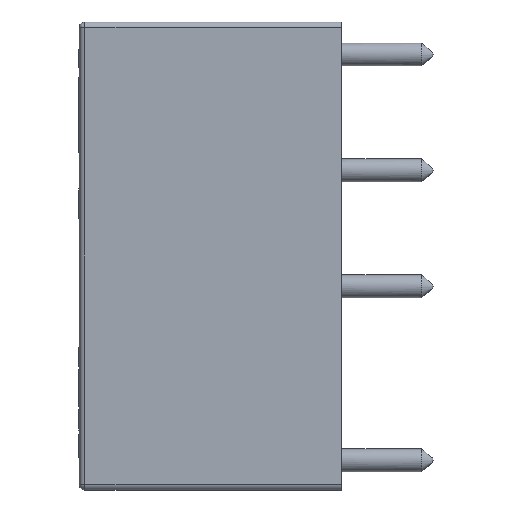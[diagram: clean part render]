
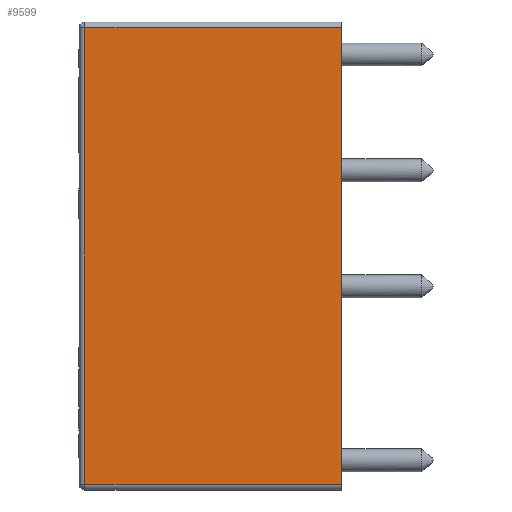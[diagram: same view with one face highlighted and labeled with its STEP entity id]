
A CAD part, left-side view. The second image highlights one B-rep face of the part: STEP entity #9599.
In plain terms, the highlighted planar face has unit normal (-1, 0, 0).
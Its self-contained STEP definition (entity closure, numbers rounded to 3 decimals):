
#1021 = CARTESIAN_POINT ( 'NONE',  ( 0., 0., 0.25 ) ) ;
#1285 = LINE ( 'NONE', #1286, #11683 ) ;
#1286 = CARTESIAN_POINT ( 'NONE',  ( 0., 0., 20.5 ) ) ;
#1287 = DIRECTION ( 'NONE',  ( 0., 0., -1. ) ) ;
#2285 = VERTEX_POINT ( 'NONE', #11252 ) ;
#2325 = VERTEX_POINT ( 'NONE', #11292 ) ;
#2390 = VERTEX_POINT ( 'NONE', #11357 ) ;
#3758 = EDGE_LOOP ( 'NONE', ( #16200, #16121, #16264, #16132 ) ) ;
#4341 = PLANE ( 'NONE',  #4977 ) ;
#4342 = CARTESIAN_POINT ( 'NONE',  ( 0., 0., 20.5 ) ) ;
#4343 = DIRECTION ( 'NONE',  ( 1., 0., 0. ) ) ;
#4344 = DIRECTION ( 'NONE',  ( 0., 1., 0. ) ) ;
#4962 = FACE_OUTER_BOUND ( 'NONE', #3758, .T. ) ;
#4977 = AXIS2_PLACEMENT_3D ( 'NONE', #4342, #4343, #4344 ) ;
#9389 = EDGE_CURVE ( 'NONE', #2285, #13503, #1285, .T. ) ;
#9432 = EDGE_CURVE ( 'NONE', #2285, #2325, #14710, .T. ) ;
#9433 = EDGE_CURVE ( 'NONE', #2325, #2390, #14713, .T. ) ;
#9440 = EDGE_CURVE ( 'NONE', #2390, #13503, #16215, .T. ) ;
#9599 = ADVANCED_FACE ( 'NONE', ( #4962 ), #4341, .F. ) ;
#11252 = CARTESIAN_POINT ( 'NONE',  ( 0., 0., 20.25 ) ) ;
#11292 = CARTESIAN_POINT ( 'NONE',  ( 0., 11.25, 20.25 ) ) ;
#11357 = CARTESIAN_POINT ( 'NONE',  ( 0., 11.25, 0.25 ) ) ;
#11683 = VECTOR ( 'NONE', #1287, 1000. ) ;
#13503 = VERTEX_POINT ( 'NONE', #1021 ) ;
#14710 = LINE ( 'NONE', #14711, #15762 ) ;
#14711 = CARTESIAN_POINT ( 'NONE',  ( 0., 0., 20.25 ) ) ;
#14712 = DIRECTION ( 'NONE',  ( 0., 1., 0. ) ) ;
#14713 = LINE ( 'NONE', #14714, #15764 ) ;
#14714 = CARTESIAN_POINT ( 'NONE',  ( 0., 11.25, 20.5 ) ) ;
#14715 = DIRECTION ( 'NONE',  ( 0., 0., -1. ) ) ;
#15762 = VECTOR ( 'NONE', #14712, 1000. ) ;
#15764 = VECTOR ( 'NONE', #14715, 1000. ) ;
#15777 = VECTOR ( 'NONE', #16219, 1000. ) ;
#16121 = ORIENTED_EDGE ( 'NONE', *, *, #9440, .T. ) ;
#16132 = ORIENTED_EDGE ( 'NONE', *, *, #9432, .T. ) ;
#16200 = ORIENTED_EDGE ( 'NONE', *, *, #9433, .T. ) ;
#16215 = LINE ( 'NONE', #16217, #15777 ) ;
#16217 = CARTESIAN_POINT ( 'NONE',  ( 0., 0., 0.25 ) ) ;
#16219 = DIRECTION ( 'NONE',  ( 0., -1., 0. ) ) ;
#16264 = ORIENTED_EDGE ( 'NONE', *, *, #9389, .F. ) ;
